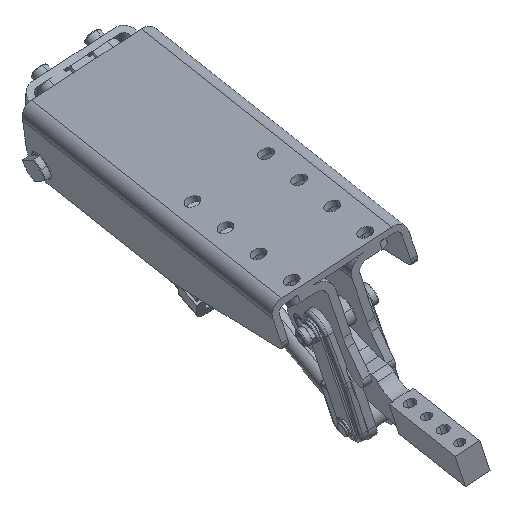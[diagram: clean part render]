
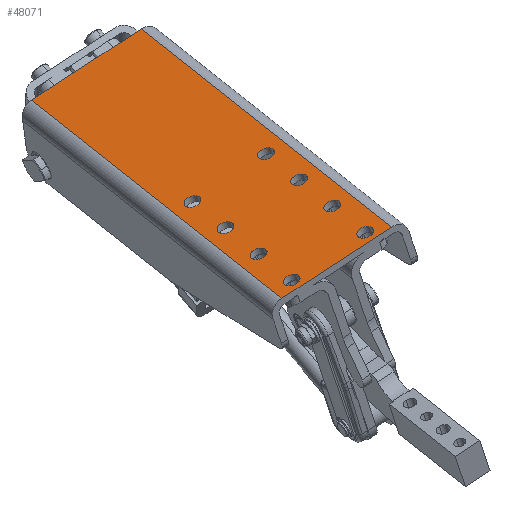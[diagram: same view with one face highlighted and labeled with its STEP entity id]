
A CAD part, top view. The second image highlights one B-rep face of the part: STEP entity #48071.
In plain terms, the highlighted planar face has unit normal (-0.253, 0.738, 0.626).
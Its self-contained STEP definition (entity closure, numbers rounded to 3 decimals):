
#4383=CARTESIAN_POINT('',(251.497,34.472,-124.233));
#4384=VERTEX_POINT('',#4383);
#4393=CARTESIAN_POINT('',(258.317,38.904,-126.7));
#4394=VERTEX_POINT('',#4393);
#4395=CARTESIAN_POINT('',(254.907,36.688,-125.467));
#4396=DIRECTION('',(0.253,-0.737,-0.626));
#4397=DIRECTION('',(-0.802,-0.521,0.29));
#4398=AXIS2_PLACEMENT_3D('',#4395,#4396,#4397);
#4399=CIRCLE('',#4398,4.25);
#4400=EDGE_CURVE('',#4394,#4384,#4399,.T.);
#4446=CARTESIAN_POINT('',(215.388,11.009,-111.17));
#4447=VERTEX_POINT('',#4446);
#4456=CARTESIAN_POINT('',(222.208,15.441,-113.638));
#4457=VERTEX_POINT('',#4456);
#4458=CARTESIAN_POINT('',(218.798,13.225,-112.404));
#4459=DIRECTION('',(0.253,-0.737,-0.626));
#4460=DIRECTION('',(-0.802,-0.521,0.29));
#4461=AXIS2_PLACEMENT_3D('',#4458,#4459,#4460);
#4462=CIRCLE('',#4461,4.25);
#4463=EDGE_CURVE('',#4457,#4447,#4462,.T.);
#4509=CARTESIAN_POINT('',(235.277,47.351,-145.937));
#4510=VERTEX_POINT('',#4509);
#4519=CARTESIAN_POINT('',(242.097,51.783,-148.404));
#4520=VERTEX_POINT('',#4519);
#4521=CARTESIAN_POINT('',(238.687,49.567,-147.17));
#4522=DIRECTION('',(0.253,-0.737,-0.626));
#4523=DIRECTION('',(-0.802,-0.521,0.29));
#4524=AXIS2_PLACEMENT_3D('',#4521,#4522,#4523);
#4525=CIRCLE('',#4524,4.25);
#4526=EDGE_CURVE('',#4520,#4510,#4525,.T.);
#4572=CARTESIAN_POINT('',(199.168,23.888,-132.874));
#4573=VERTEX_POINT('',#4572);
#4582=CARTESIAN_POINT('',(205.988,28.32,-135.341));
#4583=VERTEX_POINT('',#4582);
#4584=CARTESIAN_POINT('',(202.578,26.104,-134.108));
#4585=DIRECTION('',(0.253,-0.737,-0.626));
#4586=DIRECTION('',(-0.802,-0.521,0.29));
#4587=AXIS2_PLACEMENT_3D('',#4584,#4585,#4586);
#4588=CIRCLE('',#4587,4.25);
#4589=EDGE_CURVE('',#4583,#4573,#4588,.T.);
#4635=CARTESIAN_POINT('',(219.057,60.23,-167.64));
#4636=VERTEX_POINT('',#4635);
#4645=CARTESIAN_POINT('',(225.877,64.662,-170.108));
#4646=VERTEX_POINT('',#4645);
#4647=CARTESIAN_POINT('',(222.467,62.446,-168.874));
#4648=DIRECTION('',(0.253,-0.737,-0.626));
#4649=DIRECTION('',(-0.802,-0.521,0.29));
#4650=AXIS2_PLACEMENT_3D('',#4647,#4648,#4649);
#4651=CIRCLE('',#4650,4.25);
#4652=EDGE_CURVE('',#4646,#4636,#4651,.T.);
#4698=CARTESIAN_POINT('',(182.948,36.767,-154.578));
#4699=VERTEX_POINT('',#4698);
#4708=CARTESIAN_POINT('',(189.768,41.199,-157.045));
#4709=VERTEX_POINT('',#4708);
#4710=CARTESIAN_POINT('',(186.358,38.983,-155.811));
#4711=DIRECTION('',(0.253,-0.737,-0.626));
#4712=DIRECTION('',(-0.802,-0.521,0.29));
#4713=AXIS2_PLACEMENT_3D('',#4710,#4711,#4712);
#4714=CIRCLE('',#4713,4.25);
#4715=EDGE_CURVE('',#4709,#4699,#4714,.T.);
#4761=CARTESIAN_POINT('',(202.837,73.109,-189.344));
#4762=VERTEX_POINT('',#4761);
#4771=CARTESIAN_POINT('',(209.657,77.54,-191.811));
#4772=VERTEX_POINT('',#4771);
#4773=CARTESIAN_POINT('',(206.247,75.325,-190.578));
#4774=DIRECTION('',(0.253,-0.737,-0.626));
#4775=DIRECTION('',(-0.802,-0.521,0.29));
#4776=AXIS2_PLACEMENT_3D('',#4773,#4774,#4775);
#4777=CIRCLE('',#4776,4.25);
#4778=EDGE_CURVE('',#4772,#4762,#4777,.T.);
#4824=CARTESIAN_POINT('',(166.728,49.645,-176.281));
#4825=VERTEX_POINT('',#4824);
#4834=CARTESIAN_POINT('',(173.548,54.077,-178.749));
#4835=VERTEX_POINT('',#4834);
#4836=CARTESIAN_POINT('',(170.138,51.861,-177.515));
#4837=DIRECTION('',(0.253,-0.737,-0.626));
#4838=DIRECTION('',(-0.802,-0.521,0.29));
#4839=AXIS2_PLACEMENT_3D('',#4836,#4837,#4838);
#4840=CIRCLE('',#4839,4.25);
#4841=EDGE_CURVE('',#4835,#4825,#4840,.T.);
#47502=CARTESIAN_POINT('',(91.249,101.757,-268.072));
#47503=VERTEX_POINT('',#47502);
#47511=CARTESIAN_POINT('',(145.011,136.691,-287.521));
#47512=VERTEX_POINT('',#47511);
#47513=CARTESIAN_POINT('',(145.011,136.691,-287.521));
#47514=DIRECTION('',(-0.802,-0.521,0.29));
#47515=VECTOR('',#47514,67.);
#47516=LINE('',#47513,#47515);
#47517=EDGE_CURVE('',#47512,#47503,#47516,.T.);
#47553=CARTESIAN_POINT('',(214.026,4.27,-103.785));
#47554=VERTEX_POINT('',#47553);
#47562=CARTESIAN_POINT('',(91.249,101.757,-268.072));
#47563=DIRECTION('',(0.541,-0.429,0.723));
#47564=VECTOR('',#47563,227.087);
#47565=LINE('',#47562,#47564);
#47566=EDGE_CURVE('',#47503,#47554,#47565,.T.);
#47701=CARTESIAN_POINT('',(170.138,51.861,-177.515));
#47702=DIRECTION('',(0.253,-0.737,-0.626));
#47703=DIRECTION('',(-0.802,-0.521,0.29));
#47704=AXIS2_PLACEMENT_3D('',#47701,#47702,#47703);
#47705=CIRCLE('',#47704,4.25);
#47706=EDGE_CURVE('',#4825,#4835,#47705,.T.);
#47740=CARTESIAN_POINT('',(206.247,75.325,-190.578));
#47741=DIRECTION('',(0.253,-0.737,-0.626));
#47742=DIRECTION('',(-0.802,-0.521,0.29));
#47743=AXIS2_PLACEMENT_3D('',#47740,#47741,#47742);
#47744=CIRCLE('',#47743,4.25);
#47745=EDGE_CURVE('',#4762,#4772,#47744,.T.);
#47779=CARTESIAN_POINT('',(186.358,38.983,-155.811));
#47780=DIRECTION('',(0.253,-0.737,-0.626));
#47781=DIRECTION('',(-0.802,-0.521,0.29));
#47782=AXIS2_PLACEMENT_3D('',#47779,#47780,#47781);
#47783=CIRCLE('',#47782,4.25);
#47784=EDGE_CURVE('',#4699,#4709,#47783,.T.);
#47818=CARTESIAN_POINT('',(222.467,62.446,-168.874));
#47819=DIRECTION('',(0.253,-0.737,-0.626));
#47820=DIRECTION('',(-0.802,-0.521,0.29));
#47821=AXIS2_PLACEMENT_3D('',#47818,#47819,#47820);
#47822=CIRCLE('',#47821,4.25);
#47823=EDGE_CURVE('',#4636,#4646,#47822,.T.);
#47865=CARTESIAN_POINT('',(202.578,26.104,-134.108));
#47866=DIRECTION('',(0.253,-0.737,-0.626));
#47867=DIRECTION('',(-0.802,-0.521,0.29));
#47868=AXIS2_PLACEMENT_3D('',#47865,#47866,#47867);
#47869=CIRCLE('',#47868,4.25);
#47870=EDGE_CURVE('',#4573,#4583,#47869,.T.);
#47912=CARTESIAN_POINT('',(238.687,49.567,-147.17));
#47913=DIRECTION('',(0.253,-0.737,-0.626));
#47914=DIRECTION('',(-0.802,-0.521,0.29));
#47915=AXIS2_PLACEMENT_3D('',#47912,#47913,#47914);
#47916=CIRCLE('',#47915,4.25);
#47917=EDGE_CURVE('',#4510,#4520,#47916,.T.);
#47959=CARTESIAN_POINT('',(218.798,13.225,-112.404));
#47960=DIRECTION('',(0.253,-0.737,-0.626));
#47961=DIRECTION('',(-0.802,-0.521,0.29));
#47962=AXIS2_PLACEMENT_3D('',#47959,#47960,#47961);
#47963=CIRCLE('',#47962,4.25);
#47964=EDGE_CURVE('',#4447,#4457,#47963,.T.);
#48006=CARTESIAN_POINT('',(254.907,36.688,-125.467));
#48007=DIRECTION('',(0.253,-0.737,-0.626));
#48008=DIRECTION('',(-0.802,-0.521,0.29));
#48009=AXIS2_PLACEMENT_3D('',#48006,#48007,#48008);
#48010=CIRCLE('',#48009,4.25);
#48011=EDGE_CURVE('',#4384,#4394,#48010,.T.);
#48016=CARTESIAN_POINT('',(176.028,73.252,-200.324));
#48017=DIRECTION('',(0.253,-0.737,-0.626));
#48018=DIRECTION('',(-0.802,-0.521,0.29));
#48019=AXIS2_PLACEMENT_3D('',#48016,#48017,#48018);
#48020=PLANE('',#48019);
#48021=ORIENTED_EDGE('',*,*,#47517,.T.);
#48022=ORIENTED_EDGE('',*,*,#47566,.T.);
#48023=CARTESIAN_POINT('',(267.788,39.204,-123.234));
#48024=VERTEX_POINT('',#48023);
#48025=CARTESIAN_POINT('',(267.788,39.204,-123.234));
#48026=DIRECTION('',(-0.802,-0.521,0.29));
#48027=VECTOR('',#48026,67.);
#48028=LINE('',#48025,#48027);
#48029=EDGE_CURVE('',#48024,#47554,#48028,.T.);
#48030=ORIENTED_EDGE('',*,*,#48029,.F.);
#48031=CARTESIAN_POINT('',(267.788,39.204,-123.234));
#48032=DIRECTION('',(-0.541,0.429,-0.723));
#48033=VECTOR('',#48032,227.087);
#48034=LINE('',#48031,#48033);
#48035=EDGE_CURVE('',#48024,#47512,#48034,.T.);
#48036=ORIENTED_EDGE('',*,*,#48035,.T.);
#48037=EDGE_LOOP('',(#48021,#48022,#48030,#48036));
#48038=FACE_OUTER_BOUND('',#48037,.T.);
#48039=ORIENTED_EDGE('',*,*,#4841,.T.);
#48040=ORIENTED_EDGE('',*,*,#47706,.T.);
#48041=EDGE_LOOP('',(#48039,#48040));
#48042=FACE_BOUND('',#48041,.T.);
#48043=ORIENTED_EDGE('',*,*,#4778,.T.);
#48044=ORIENTED_EDGE('',*,*,#47745,.T.);
#48045=EDGE_LOOP('',(#48043,#48044));
#48046=FACE_BOUND('',#48045,.T.);
#48047=ORIENTED_EDGE('',*,*,#4715,.T.);
#48048=ORIENTED_EDGE('',*,*,#47784,.T.);
#48049=EDGE_LOOP('',(#48047,#48048));
#48050=FACE_BOUND('',#48049,.T.);
#48051=ORIENTED_EDGE('',*,*,#4652,.T.);
#48052=ORIENTED_EDGE('',*,*,#47823,.T.);
#48053=EDGE_LOOP('',(#48051,#48052));
#48054=FACE_BOUND('',#48053,.T.);
#48055=ORIENTED_EDGE('',*,*,#4589,.T.);
#48056=ORIENTED_EDGE('',*,*,#47870,.T.);
#48057=EDGE_LOOP('',(#48055,#48056));
#48058=FACE_BOUND('',#48057,.T.);
#48059=ORIENTED_EDGE('',*,*,#4526,.T.);
#48060=ORIENTED_EDGE('',*,*,#47917,.T.);
#48061=EDGE_LOOP('',(#48059,#48060));
#48062=FACE_BOUND('',#48061,.T.);
#48063=ORIENTED_EDGE('',*,*,#4463,.T.);
#48064=ORIENTED_EDGE('',*,*,#47964,.T.);
#48065=EDGE_LOOP('',(#48063,#48064));
#48066=FACE_BOUND('',#48065,.T.);
#48067=ORIENTED_EDGE('',*,*,#4400,.T.);
#48068=ORIENTED_EDGE('',*,*,#48011,.T.);
#48069=EDGE_LOOP('',(#48067,#48068));
#48070=FACE_BOUND('',#48069,.T.);
#48071=ADVANCED_FACE('',(#48038,#48042,#48046,#48050,#48054,#48058,#48062,#48066,#48070),#48020,.F.);
